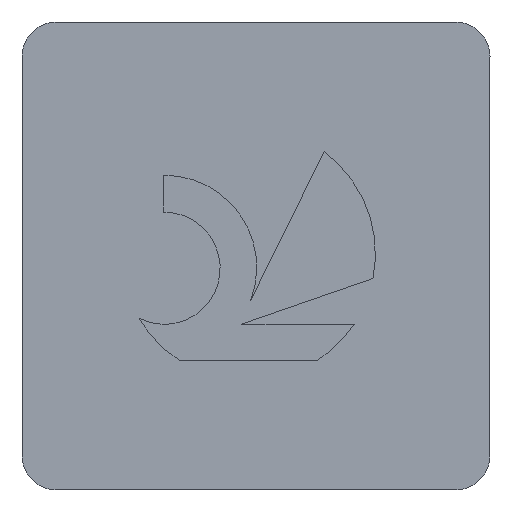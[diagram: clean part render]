
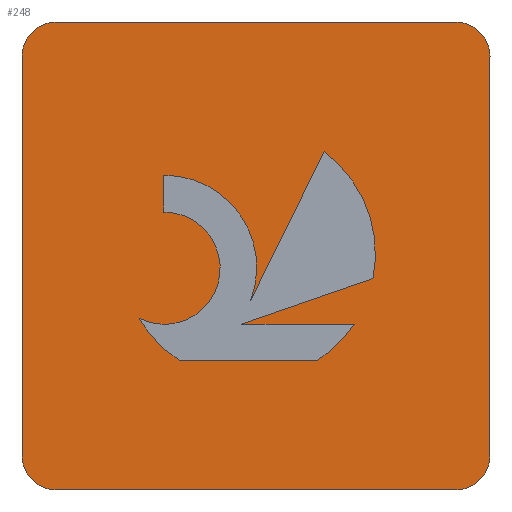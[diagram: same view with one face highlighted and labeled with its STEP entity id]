
A CAD part, top view. The second image highlights one B-rep face of the part: STEP entity #248.
In plain terms, the highlighted planar face has unit normal (0, 0, 1).
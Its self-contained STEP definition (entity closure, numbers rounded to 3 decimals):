
#148=EDGE_CURVE('',#316,#234,#402,.T.);
#152=EDGE_CURVE('',#326,#252,#407,.T.);
#154=VERTEX_POINT('',#409);
#162=EDGE_CURVE('',#234,#338,#420,.T.);
#174=EDGE_CURVE('',#290,#312,#433,.T.);
#188=EDGE_CURVE('',#338,#270,#449,.T.);
#198=EDGE_CURVE('',#256,#360,#459,.T.);
#200=VERTEX_POINT('',#461);
#212=VERTEX_POINT('',#473);
#226=EDGE_CURVE('',#258,#290,#487,.T.);
#234=VERTEX_POINT('',#495);
#236=EDGE_CURVE('',#356,#316,#497,.T.);
#240=VERTEX_POINT('',#501);
#246=EDGE_CURVE('',#250,#292,#508,.T.);
#248=ADVANCED_FACE('',(#510,#511),#512,.T.);
#250=VERTEX_POINT('',#514);
#252=VERTEX_POINT('',#516);
#256=VERTEX_POINT('',#520);
#258=VERTEX_POINT('',#522);
#270=VERTEX_POINT('',#534);
#272=EDGE_CURVE('',#270,#250,#536,.T.);
#276=EDGE_CURVE('',#200,#154,#540,.T.);
#286=VERTEX_POINT('',#551);
#288=EDGE_CURVE('',#212,#256,#553,.T.);
#290=VERTEX_POINT('',#555);
#292=VERTEX_POINT('',#557);
#296=EDGE_CURVE('',#240,#356,#561,.T.);
#298=EDGE_CURVE('',#154,#212,#563,.T.);
#308=EDGE_CURVE('',#312,#240,#575,.T.);
#312=VERTEX_POINT('',#580);
#316=VERTEX_POINT('',#584);
#326=VERTEX_POINT('',#596);
#338=VERTEX_POINT('',#609);
#342=EDGE_CURVE('',#252,#286,#613,.T.);
#344=EDGE_CURVE('',#360,#326,#615,.T.);
#348=EDGE_CURVE('',#286,#200,#619,.T.);
#356=VERTEX_POINT('',#629);
#360=VERTEX_POINT('',#633);
#368=EDGE_CURVE('',#292,#258,#642,.T.);
#402=LINE('',#670,#671);
#407=CIRCLE('',#677,0.8);
#409=CARTESIAN_POINT('',(10.09,0.0,0.0));
#420=LINE('',#691,#692);
#433=LINE('',#711,#712);
#449=CIRCLE('',#733,2.956);
#459=CIRCLE('',#749,0.8);
#461=CARTESIAN_POINT('',(0.8,0.0,0.0));
#473=CARTESIAN_POINT('',(10.89,0.8,0.0));
#487=CIRCLE('',#794,1.305);
#495=CARTESIAN_POINT('',(5.118,3.859,0.0));
#497=CIRCLE('',#810,2.956);
#501=CARTESIAN_POINT('',(5.319,4.405,0.0));
#508=CIRCLE('',#826,2.956);
#510=FACE_BOUND('',#828,.T.);
#511=FACE_OUTER_BOUND('',#829,.T.);
#512=PLANE('',#830);
#514=CARTESIAN_POINT('',(3.657,3.018,0.0));
#516=CARTESIAN_POINT('',(0.,10.09,0.0));
#520=CARTESIAN_POINT('',(10.89,10.09,0.0));
#522=CARTESIAN_POINT('',(3.89,6.328,0.0));
#534=CARTESIAN_POINT('',(6.879,3.018,0.0));
#536=LINE('',#862,#863);
#540=LINE('',#868,#869);
#551=CARTESIAN_POINT('',(0.0,0.8,0.0));
#553=LINE('',#887,#888);
#555=CARTESIAN_POINT('',(3.298,6.466,0.0));
#557=CARTESIAN_POINT('',(2.723,3.994,0.0));
#561=LINE('',#899,#900);
#563=CIRCLE('',#903,0.8);
#575=CIRCLE('',#917,2.147);
#580=CARTESIAN_POINT('',(3.298,7.324,0.0));
#584=CARTESIAN_POINT('',(8.167,4.918,0.0));
#596=CARTESIAN_POINT('',(0.8,10.89,0.0));
#609=CARTESIAN_POINT('',(7.73,3.859,0.0));
#613=LINE('',#962,#963);
#615=LINE('',#966,#967);
#619=CIRCLE('',#973,0.8);
#629=CARTESIAN_POINT('',(7.028,7.872,0.0));
#633=CARTESIAN_POINT('',(10.09,10.89,0.0));
#642=CIRCLE('',#999,1.305);
#670=CARTESIAN_POINT('',(5.51,3.995,0.0));
#671=VECTOR('',#1035,1.0);
#677=AXIS2_PLACEMENT_3D('',#1044,#1045,#1046);
#691=CARTESIAN_POINT('',(6.587,3.859,0.0));
#692=VECTOR('',#1071,1.0);
#711=CARTESIAN_POINT('',(3.298,6.384,0.0));
#712=VECTOR('',#1085,1.0);
#733=AXIS2_PLACEMENT_3D('',#1104,#1105,#1106);
#749=AXIS2_PLACEMENT_3D('',#1112,#1113,#1114);
#794=AXIS2_PLACEMENT_3D('',#1128,#1129,#1130);
#810=AXIS2_PLACEMENT_3D('',#1136,#1137,#1138);
#826=AXIS2_PLACEMENT_3D('',#1149,#1150,#1151);
#828=EDGE_LOOP('',(#1153,#1154,#1155,#1156,#1157,#1158,#1159,#1160,#1161,#1162,#1163));
#829=EDGE_LOOP('',(#1164,#1165,#1166,#1167,#1168,#1169,#1170,#1171));
#830=AXIS2_PLACEMENT_3D('',#1172,#1173,#1174);
#862=CARTESIAN_POINT('',(4.551,3.018,0.0));
#863=VECTOR('',#1181,1.0);
#868=CARTESIAN_POINT('',(0.8,0.0,0.0));
#869=VECTOR('',#1182,1.0);
#887=CARTESIAN_POINT('',(10.89,0.8,0.0));
#888=VECTOR('',#1193,1.0);
#899=CARTESIAN_POINT('',(6.392,6.582,0.0));
#900=VECTOR('',#1195,1.0);
#903=AXIS2_PLACEMENT_3D('',#1196,#1197,#1198);
#917=AXIS2_PLACEMENT_3D('',#1218,#1219,#1220);
#962=CARTESIAN_POINT('',(0.0,10.09,0.0));
#963=VECTOR('',#1264,1.0);
#966=CARTESIAN_POINT('',(10.09,10.89,0.0));
#967=VECTOR('',#1265,1.0);
#973=AXIS2_PLACEMENT_3D('',#1269,#1270,#1271);
#999=AXIS2_PLACEMENT_3D('',#1297,#1298,#1299);
#1035=DIRECTION('',(-0.945,-0.328,0.0));
#1044=CARTESIAN_POINT('',(0.8,10.09,0.0));
#1045=DIRECTION('',(0.0,0.0,1.0));
#1046=DIRECTION('',(0.,1.0,0.0));
#1071=DIRECTION('',(1.0,0.0,0.0));
#1085=DIRECTION('',(0.0,1.0,0.0));
#1104=CARTESIAN_POINT('',(5.268,5.496,0.0));
#1105=DIRECTION('',(0.0,-0.0,-1.0));
#1106=DIRECTION('',(0.545,-0.838,0.0));
#1112=CARTESIAN_POINT('',(10.09,10.09,0.0));
#1113=DIRECTION('',(0.0,-0.0,1.0));
#1114=DIRECTION('',(1.0,0.,0.0));
#1128=CARTESIAN_POINT('',(3.306,5.161,0.0));
#1129=DIRECTION('',(0.0,0.0,1.0));
#1130=DIRECTION('',(-0.447,-0.894,0.0));
#1136=CARTESIAN_POINT('',(5.268,5.496,0.0));
#1137=DIRECTION('',(0.0,-0.0,-1.0));
#1138=DIRECTION('',(0.981,-0.196,0.0));
#1149=CARTESIAN_POINT('',(5.268,5.496,0.0));
#1150=DIRECTION('',(-0.0,0.0,-1.0));
#1151=DIRECTION('',(-0.861,-0.508,0.0));
#1153=ORIENTED_EDGE('',*,*,#174,.T.);
#1154=ORIENTED_EDGE('',*,*,#308,.T.);
#1155=ORIENTED_EDGE('',*,*,#296,.T.);
#1156=ORIENTED_EDGE('',*,*,#236,.T.);
#1157=ORIENTED_EDGE('',*,*,#148,.T.);
#1158=ORIENTED_EDGE('',*,*,#162,.T.);
#1159=ORIENTED_EDGE('',*,*,#188,.T.);
#1160=ORIENTED_EDGE('',*,*,#272,.T.);
#1161=ORIENTED_EDGE('',*,*,#246,.T.);
#1162=ORIENTED_EDGE('',*,*,#368,.T.);
#1163=ORIENTED_EDGE('',*,*,#226,.T.);
#1164=ORIENTED_EDGE('',*,*,#276,.T.);
#1165=ORIENTED_EDGE('',*,*,#298,.T.);
#1166=ORIENTED_EDGE('',*,*,#288,.T.);
#1167=ORIENTED_EDGE('',*,*,#198,.T.);
#1168=ORIENTED_EDGE('',*,*,#344,.T.);
#1169=ORIENTED_EDGE('',*,*,#152,.T.);
#1170=ORIENTED_EDGE('',*,*,#342,.T.);
#1171=ORIENTED_EDGE('',*,*,#348,.T.);
#1172=CARTESIAN_POINT('',(5.445,5.445,0.0));
#1173=DIRECTION('',(0.0,0.0,1.0));
#1174=DIRECTION('',(1.0,0.0,0.0));
#1181=DIRECTION('',(-1.0,0.0,0.0));
#1182=DIRECTION('',(1.0,0.0,0.0));
#1193=DIRECTION('',(0.0,1.0,0.0));
#1195=DIRECTION('',(0.442,0.897,-0.0));
#1196=CARTESIAN_POINT('',(10.09,0.8,0.0));
#1197=DIRECTION('',(0.0,0.0,1.0));
#1198=DIRECTION('',(0.,-1.0,0.0));
#1218=CARTESIAN_POINT('',(3.315,5.176,0.0));
#1219=DIRECTION('',(0.0,-0.0,-1.0));
#1220=DIRECTION('',(0.933,-0.359,0.0));
#1264=DIRECTION('',(0.0,-1.0,0.0));
#1265=DIRECTION('',(-1.0,0.0,0.0));
#1269=CARTESIAN_POINT('',(0.8,0.8,0.0));
#1270=DIRECTION('',(0.0,0.0,1.0));
#1271=DIRECTION('',(-1.0,0.,0.0));
#1297=CARTESIAN_POINT('',(3.306,5.161,0.0));
#1298=DIRECTION('',(0.0,0.0,1.0));
#1299=DIRECTION('',(-0.447,-0.894,0.0));
